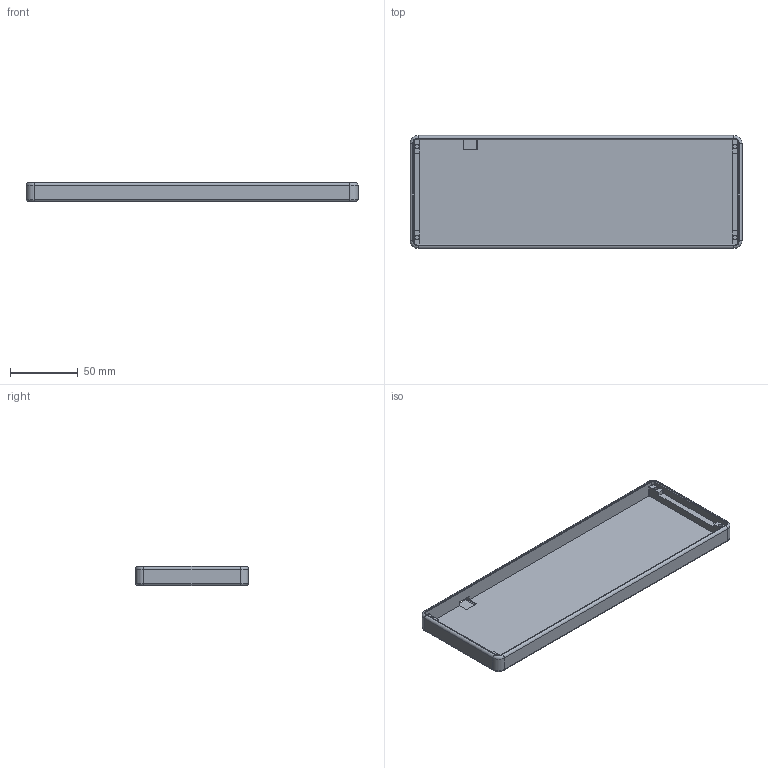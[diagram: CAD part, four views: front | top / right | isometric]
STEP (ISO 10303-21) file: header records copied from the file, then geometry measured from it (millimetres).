
FILE_DESCRIPTION(('FreeCAD Model'),'2;1');
FILE_NAME('Open CASCADE Shape Model','2025-09-30T18:44:58',('Author'),( ''),'Open CASCADE STEP processor 7.8','FreeCAD','Unknown');
FILE_SCHEMA(('AUTOMOTIVE_DESIGN { 1 0 10303 214 1 1 1 1 }'));
Length unit declared in the file: millimetre
Products named in the file (1): Body
Bounding box: 244.13 x 83.1 x 14 mm (x, y, z)
Volume: 74620.6 mm3; surface area: 56018.1 mm2
Topology: 1 solids, 1 shells, 131 faces, 341 edges, 218 vertices
Faces by surface type: plane 55, cylinder 53, torus 16, bspline 7
Full cylindrical faces by diameter (mm): 3.2 x4
Entity records: 4446 total; most frequent: CARTESIAN_POINT 1174, DIRECTION 703, ORIENTED_EDGE 682, EDGE_CURVE 341, AXIS2_PLACEMENT_3D 258, VERTEX_POINT 218, LINE 187, VECTOR 187
